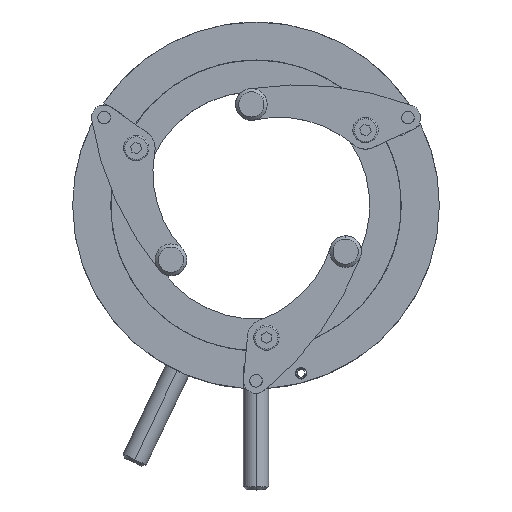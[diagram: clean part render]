
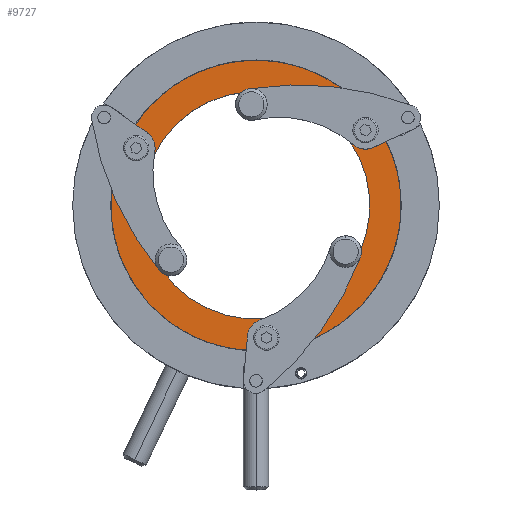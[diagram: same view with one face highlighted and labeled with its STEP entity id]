
A CAD part, top view. The second image highlights one B-rep face of the part: STEP entity #9727.
In plain terms, the highlighted planar face has unit normal (0, 0, 1).
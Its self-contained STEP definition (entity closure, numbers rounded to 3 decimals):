
#15 = DIRECTION ( 'NONE',  ( 0., 0., 1. ) ) ;
#76 = EDGE_LOOP ( 'NONE', ( #3923, #4092 ) ) ;
#96 = DIRECTION ( 'NONE',  ( 0., 0., 1. ) ) ;
#282 = EDGE_LOOP ( 'NONE', ( #2094, #6419 ) ) ;
#285 = DIRECTION ( 'NONE',  ( 0., 0., 1. ) ) ;
#321 = CARTESIAN_POINT ( 'NONE',  ( 0., 0., 4. ) ) ;
#469 = CARTESIAN_POINT ( 'NONE',  ( 0.996, -22.292, 4. ) ) ;
#576 = PLANE ( 'NONE',  #4408 ) ;
#608 = AXIS2_PLACEMENT_3D ( 'NONE', #1806, #4037, #4110 ) ;
#827 = AXIS2_PLACEMENT_3D ( 'NONE', #7692, #15, #1509 ) ;
#947 = VERTEX_POINT ( 'NONE', #3797 ) ;
#980 = ORIENTED_EDGE ( 'NONE', *, *, #2421, .F. ) ;
#981 = DIRECTION ( 'NONE',  ( 0., 0., 1. ) ) ;
#1295 = CARTESIAN_POINT ( 'NONE',  ( 0., 0., 4. ) ) ;
#1357 = EDGE_LOOP ( 'NONE', ( #7618, #980 ) ) ;
#1509 = DIRECTION ( 'NONE',  ( 0.431, 0.902, 0. ) ) ;
#1555 = EDGE_CURVE ( 'NONE', #5369, #1913, #3623, .T. ) ;
#1703 = EDGE_CURVE ( 'NONE', #9250, #8921, #3864, .T. ) ;
#1781 = FACE_BOUND ( 'NONE', #282, .T. ) ;
#1796 = AXIS2_PLACEMENT_3D ( 'NONE', #3949, #981, #7920 ) ;
#1805 = ORIENTED_EDGE ( 'NONE', *, *, #4257, .F. ) ;
#1806 = CARTESIAN_POINT ( 'NONE',  ( 17.311, 11.894, 4. ) ) ;
#1867 = CIRCLE ( 'NONE', #608, 1.5 ) ;
#1913 = VERTEX_POINT ( 'NONE', #2109 ) ;
#1982 = AXIS2_PLACEMENT_3D ( 'NONE', #9289, #4012, #2557 ) ;
#2094 = ORIENTED_EDGE ( 'NONE', *, *, #1703, .F. ) ;
#2109 = CARTESIAN_POINT ( 'NONE',  ( -7.753, -16.245, 4. ) ) ;
#2126 = EDGE_CURVE ( 'NONE', #8921, #9250, #3375, .T. ) ;
#2201 = AXIS2_PLACEMENT_3D ( 'NONE', #5545, #285, #5447 ) ;
#2343 = CARTESIAN_POINT ( 'NONE',  ( 1.642, -20.939, 4. ) ) ;
#2421 = EDGE_CURVE ( 'NONE', #3426, #6199, #7296, .T. ) ;
#2493 = AXIS2_PLACEMENT_3D ( 'NONE', #2343, #9102, #3058 ) ;
#2557 = DIRECTION ( 'NONE',  ( 0.431, 0.902, 0. ) ) ;
#3019 = DIRECTION ( 'NONE',  ( 0., 0., 1. ) ) ;
#3058 = DIRECTION ( 'NONE',  ( 0.431, 0.902, 0. ) ) ;
#3190 = DIRECTION ( 'NONE',  ( 0., 0., 1. ) ) ;
#3375 = CIRCLE ( 'NONE', #2493, 1.5 ) ;
#3426 = VERTEX_POINT ( 'NONE', #6122 ) ;
#3558 = EDGE_LOOP ( 'NONE', ( #6112, #1805 ) ) ;
#3604 = VERTEX_POINT ( 'NONE', #6954 ) ;
#3623 = CIRCLE ( 'NONE', #7358, 18. ) ;
#3797 = CARTESIAN_POINT ( 'NONE',  ( -19.598, 7.691, 4. ) ) ;
#3864 = CIRCLE ( 'NONE', #827, 1.5 ) ;
#3923 = ORIENTED_EDGE ( 'NONE', *, *, #4622, .T. ) ;
#3949 = CARTESIAN_POINT ( 'NONE',  ( -18.952, 9.045, 4. ) ) ;
#4012 = DIRECTION ( 'NONE',  ( 0., 0., 1. ) ) ;
#4029 = VERTEX_POINT ( 'NONE', #6215 ) ;
#4037 = DIRECTION ( 'NONE',  ( 0., 0., 1. ) ) ;
#4045 = DIRECTION ( 'NONE',  ( 0.431, 0.902, 0. ) ) ;
#4047 = EDGE_CURVE ( 'NONE', #1913, #5369, #9304, .T. ) ;
#4092 = ORIENTED_EDGE ( 'NONE', *, *, #7137, .T. ) ;
#4110 = DIRECTION ( 'NONE',  ( 0.431, 0.902, 0. ) ) ;
#4257 = EDGE_CURVE ( 'NONE', #5284, #947, #6363, .T. ) ;
#4302 = EDGE_LOOP ( 'NONE', ( #6408, #6925 ) ) ;
#4350 = CARTESIAN_POINT ( 'NONE',  ( 7.753, 16.245, 4. ) ) ;
#4408 = AXIS2_PLACEMENT_3D ( 'NONE', #4350, #3019, #5168 ) ;
#4492 = FACE_BOUND ( 'NONE', #4302, .T. ) ;
#4611 = EDGE_CURVE ( 'NONE', #947, #5284, #9407, .T. ) ;
#4622 = EDGE_CURVE ( 'NONE', #3604, #4029, #7451, .T. ) ;
#5000 = CARTESIAN_POINT ( 'NONE',  ( 16.665, 10.54, 4. ) ) ;
#5080 = DIRECTION ( 'NONE',  ( 0.431, 0.902, 0. ) ) ;
#5168 = DIRECTION ( 'NONE',  ( 0.431, 0.902, 0. ) ) ;
#5258 = CARTESIAN_POINT ( 'NONE',  ( -18.306, 10.399, 4. ) ) ;
#5284 = VERTEX_POINT ( 'NONE', #5258 ) ;
#5369 = VERTEX_POINT ( 'NONE', #7057 ) ;
#5438 = FACE_BOUND ( 'NONE', #3558, .T. ) ;
#5447 = DIRECTION ( 'NONE',  ( 0.431, 0.902, 0. ) ) ;
#5545 = CARTESIAN_POINT ( 'NONE',  ( 17.311, 11.894, 4. ) ) ;
#5738 = CIRCLE ( 'NONE', #8267, 23. ) ;
#6067 = DIRECTION ( 'NONE',  ( 0.431, 0.902, 0. ) ) ;
#6112 = ORIENTED_EDGE ( 'NONE', *, *, #4611, .F. ) ;
#6122 = CARTESIAN_POINT ( 'NONE',  ( 17.957, 13.248, 4. ) ) ;
#6199 = VERTEX_POINT ( 'NONE', #5000 ) ;
#6215 = CARTESIAN_POINT ( 'NONE',  ( -9.906, -20.757, 4. ) ) ;
#6363 = CIRCLE ( 'NONE', #1796, 1.5 ) ;
#6408 = ORIENTED_EDGE ( 'NONE', *, *, #1555, .F. ) ;
#6419 = ORIENTED_EDGE ( 'NONE', *, *, #2126, .F. ) ;
#6632 = EDGE_CURVE ( 'NONE', #6199, #3426, #1867, .T. ) ;
#6925 = ORIENTED_EDGE ( 'NONE', *, *, #4047, .F. ) ;
#6954 = CARTESIAN_POINT ( 'NONE',  ( 9.906, 20.757, 4. ) ) ;
#7057 = CARTESIAN_POINT ( 'NONE',  ( 7.753, 16.245, 4. ) ) ;
#7137 = EDGE_CURVE ( 'NONE', #4029, #3604, #5738, .T. ) ;
#7296 = CIRCLE ( 'NONE', #2201, 1.5 ) ;
#7358 = AXIS2_PLACEMENT_3D ( 'NONE', #7502, #8223, #5080 ) ;
#7376 = AXIS2_PLACEMENT_3D ( 'NONE', #321, #3190, #4045 ) ;
#7451 = CIRCLE ( 'NONE', #7376, 23. ) ;
#7502 = CARTESIAN_POINT ( 'NONE',  ( 0., 0., 4. ) ) ;
#7618 = ORIENTED_EDGE ( 'NONE', *, *, #6632, .F. ) ;
#7692 = CARTESIAN_POINT ( 'NONE',  ( 1.642, -20.939, 4. ) ) ;
#7920 = DIRECTION ( 'NONE',  ( 0.431, 0.902, 0. ) ) ;
#8047 = FACE_BOUND ( 'NONE', #1357, .T. ) ;
#8223 = DIRECTION ( 'NONE',  ( 0., 0., 1. ) ) ;
#8267 = AXIS2_PLACEMENT_3D ( 'NONE', #1295, #9549, #9587 ) ;
#8452 = CARTESIAN_POINT ( 'NONE',  ( 0., 0., 4. ) ) ;
#8865 = AXIS2_PLACEMENT_3D ( 'NONE', #8452, #96, #6067 ) ;
#8921 = VERTEX_POINT ( 'NONE', #9647 ) ;
#9102 = DIRECTION ( 'NONE',  ( 0., 0., 1. ) ) ;
#9250 = VERTEX_POINT ( 'NONE', #469 ) ;
#9289 = CARTESIAN_POINT ( 'NONE',  ( -18.952, 9.045, 4. ) ) ;
#9304 = CIRCLE ( 'NONE', #8865, 18. ) ;
#9407 = CIRCLE ( 'NONE', #1982, 1.5 ) ;
#9537 = FACE_OUTER_BOUND ( 'NONE', #76, .T. ) ;
#9549 = DIRECTION ( 'NONE',  ( 0., 0., 1. ) ) ;
#9587 = DIRECTION ( 'NONE',  ( 0.431, 0.902, 0. ) ) ;
#9647 = CARTESIAN_POINT ( 'NONE',  ( 2.288, -19.585, 4. ) ) ;
#9727 = ADVANCED_FACE ( 'NONE', ( #1781, #4492, #9537, #5438, #8047 ), #576, .T. ) ;
